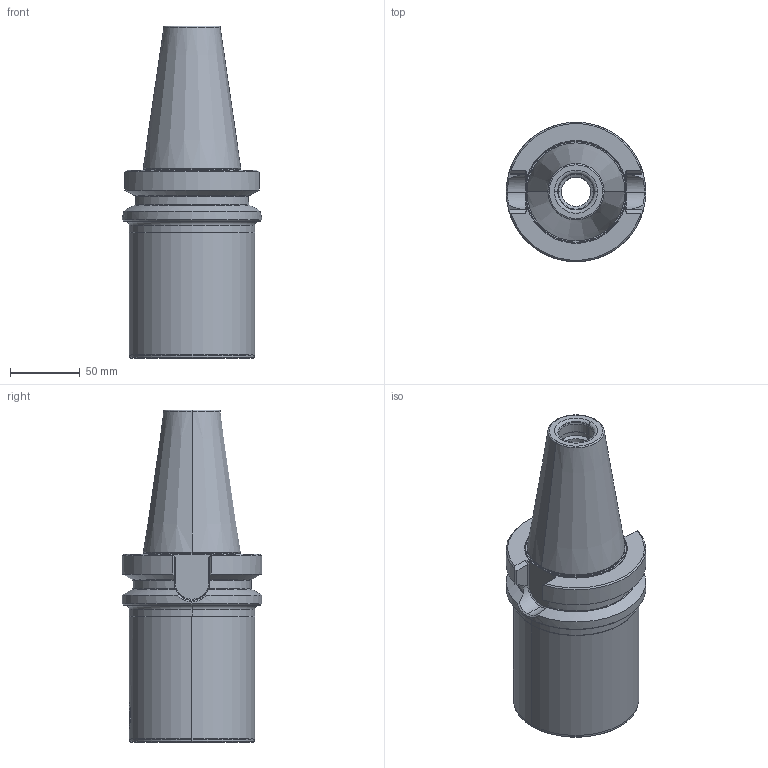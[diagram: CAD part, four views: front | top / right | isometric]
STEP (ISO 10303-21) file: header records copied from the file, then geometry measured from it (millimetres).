
FILE_DESCRIPTION(('no description'),'unknown implementation level');
FILE_NAME('84A2E4DA-0419-48AB-B85E-E112481A3AF8_export.stp',' ',('CIMSOURCE GmbH'),('CADClick - KiM GmbH - www.kimweb.de'),'unknown preprocess','ACIS','unknown authorization');
FILE_SCHEMA(('automotive_design'));
Length unit declared in the file: millimetre
Products named in the file (2): 323.875 Kaiser SK50B_BTxCK7x210B|690.437 Kaiser ETL M20 X 29 CK7;Schnitt-Linear austragen1; 323.875 Kaiser SK50B_BTxCK7x210B|323.875 Kaiser SK50B_BTxCKS7x210B;Schnitt-Rotation7
Bounding box: 100 x 100 x 237.8 mm (x, y, z)
Volume: 933051.7 mm3; surface area: 97435.3 mm2
Topology: 2 solids, 2 shells, 197 faces, 461 edges, 275 vertices
Faces by surface type: plane 62, cone 58, cylinder 55, torus 20, bspline 2
Entity records: 11686 total; most frequent: CARTESIAN_POINT 1884, DIRECTION 986, STYLED_ITEM 935, PRESENTATION_STYLE_ASSIGNMENT 935, COLOUR_RGB 935, ORIENTED_EDGE 920, EDGE_CURVE 460, CURVE_STYLE 460
